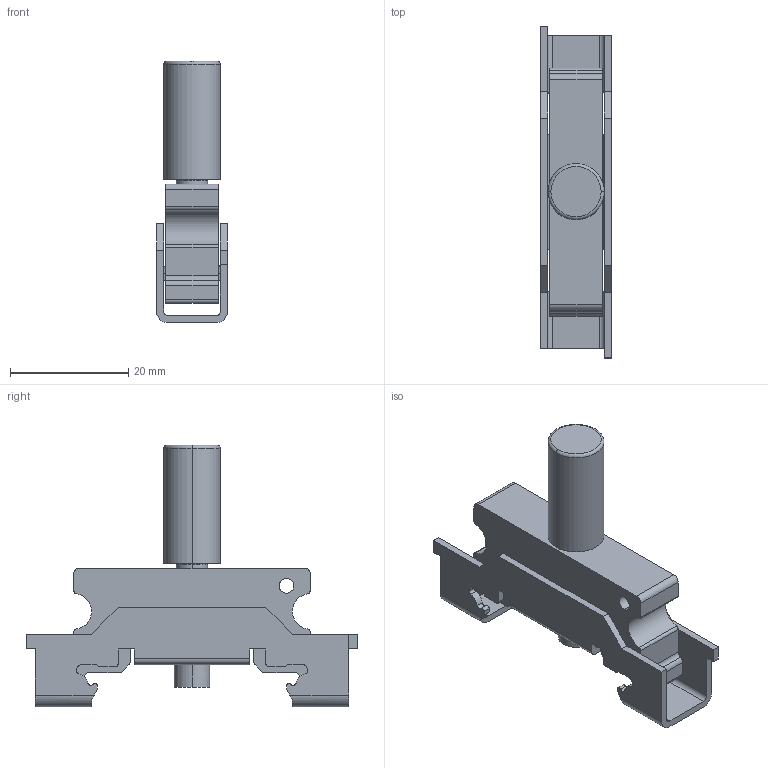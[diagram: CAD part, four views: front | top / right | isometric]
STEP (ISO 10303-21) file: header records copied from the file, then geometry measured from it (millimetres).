
FILE_DESCRIPTION(('CATIA V5R22 STEP214','CAx-IF Rec.Pracs.--- Model Styling and Organization---1.4--- 2014-01-23'),'2;1');
FILE_NAME ('399422_2', '2021-03-23T13:26:38+00:00', ('Weidmueller Interface'), ('Weidmueller'), 'CATIA Version 5-6 Release 2016 SP3 HF44', 'CATIA V5 STEP AP214', 'none');
FILE_SCHEMA(('AUTOMOTIVE_DESIGN { 1 0 10303 214 1 1 1 1 }'));
Length unit declared in the file: millimetre
Products named in the file (1): 1805610000
Bounding box: 12 x 56.2 x 44.3 mm (x, y, z)
Volume: 8191.7 mm3; surface area: 7006 mm2
Topology: 2 solids, 2 shells, 174 faces, 515 edges, 344 vertices
Faces by surface type: plane 90, cylinder 78, torus 4, cone 2
Entity records: 6701 total; most frequent: CARTESIAN_POINT 1991, ORIENTED_EDGE 1030, DIRECTION 777, EDGE_CURVE 515, VERTEX_POINT 344, VECTOR 331, LINE 331, AXIS2_PLACEMENT_3D 273
